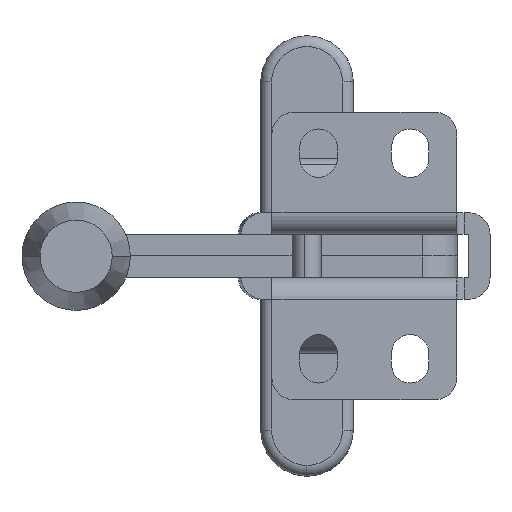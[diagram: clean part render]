
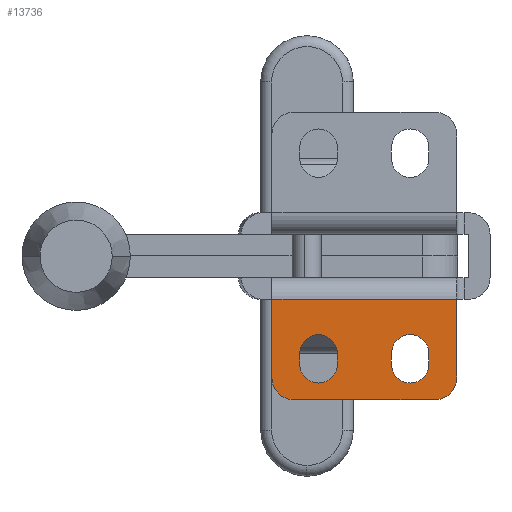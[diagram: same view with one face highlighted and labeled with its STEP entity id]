
A CAD part, front view. The second image highlights one B-rep face of the part: STEP entity #13736.
In plain terms, the highlighted planar face has unit normal (0, -1, 0).
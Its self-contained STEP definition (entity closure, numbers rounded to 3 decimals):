
#1 = VERTEX_POINT ( 'NONE', #1905 ) ;
#94 = ORIENTED_EDGE ( 'NONE', *, *, #7584, .F. ) ;
#525 = ORIENTED_EDGE ( 'NONE', *, *, #1100, .F. ) ;
#527 = CARTESIAN_POINT ( 'NONE',  ( -19.15, 0., -9. ) ) ;
#804 = VERTEX_POINT ( 'NONE', #17477 ) ;
#1100 = EDGE_CURVE ( 'NONE', #8198, #25677, #8341, .T. ) ;
#1358 = DIRECTION ( 'NONE',  ( -1., 0., 0. ) ) ;
#1486 = CARTESIAN_POINT ( 'NONE',  ( -25.6, 0., 0. ) ) ;
#1905 = CARTESIAN_POINT ( 'NONE',  ( -3.85, 0., -9. ) ) ;
#1940 = VECTOR ( 'NONE', #16664, 1000. ) ;
#2448 = VECTOR ( 'NONE', #8359, 1000. ) ;
#2473 = VERTEX_POINT ( 'NONE', #5963 ) ;
#2714 = LINE ( 'NONE', #21453, #1940 ) ;
#3027 = DIRECTION ( 'NONE',  ( -1., 0., 0. ) ) ;
#3165 = AXIS2_PLACEMENT_3D ( 'NONE', #31004, #16162, #1358 ) ;
#3362 = DIRECTION ( 'NONE',  ( 0., 0., -1. ) ) ;
#3514 = CARTESIAN_POINT ( 'NONE',  ( -19.15, 0., -9. ) ) ;
#3691 = CARTESIAN_POINT ( 'NONE',  ( -16.55, 0., -9. ) ) ;
#3928 = DIRECTION ( 'NONE',  ( 0., 0., -1. ) ) ;
#3970 = DIRECTION ( 'NONE',  ( 0., 0., -1. ) ) ;
#4020 = EDGE_CURVE ( 'NONE', #5700, #23514, #5012, .T. ) ;
#4151 = CARTESIAN_POINT ( 'NONE',  ( -9.05, 0., -9. ) ) ;
#4212 = ORIENTED_EDGE ( 'NONE', *, *, #18652, .F. ) ;
#4217 = ORIENTED_EDGE ( 'NONE', *, *, #29592, .F. ) ;
#4222 = CARTESIAN_POINT ( 'NONE',  ( 0., 0., 0. ) ) ;
#4236 = CIRCLE ( 'NONE', #11181, 2.6 ) ;
#4763 = ORIENTED_EDGE ( 'NONE', *, *, #4020, .T. ) ;
#4824 = DIRECTION ( 'NONE',  ( -1., 0., 0. ) ) ;
#5012 = LINE ( 'NONE', #12094, #30571 ) ;
#5090 = AXIS2_PLACEMENT_3D ( 'NONE', #3514, #20816, #6011 ) ;
#5550 = VERTEX_POINT ( 'NONE', #3691 ) ;
#5644 = DIRECTION ( 'NONE',  ( 0., -1., 0. ) ) ;
#5700 = VERTEX_POINT ( 'NONE', #4222 ) ;
#5963 = CARTESIAN_POINT ( 'NONE',  ( -21.75, 0., -7.5 ) ) ;
#5991 = EDGE_LOOP ( 'NONE', ( #8617, #4217, #29094, #26040, #26108 ) ) ;
#6011 = DIRECTION ( 'NONE',  ( -1., 0., 0. ) ) ;
#6036 = LINE ( 'NONE', #23957, #19171 ) ;
#6687 = CARTESIAN_POINT ( 'NONE',  ( -6.45, 0., -9. ) ) ;
#6855 = EDGE_CURVE ( 'NONE', #13690, #32087, #27391, .T. ) ;
#7007 = DIRECTION ( 'NONE',  ( 0., -1., 0. ) ) ;
#7052 = ORIENTED_EDGE ( 'NONE', *, *, #11601, .T. ) ;
#7584 = EDGE_CURVE ( 'NONE', #25677, #21079, #18093, .T. ) ;
#8072 = EDGE_CURVE ( 'NONE', #21079, #28383, #11126, .T. ) ;
#8145 = CARTESIAN_POINT ( 'NONE',  ( 0., 0., 12. ) ) ;
#8198 = VERTEX_POINT ( 'NONE', #11373 ) ;
#8247 = CARTESIAN_POINT ( 'NONE',  ( 0., 0., -13.9 ) ) ;
#8270 = VERTEX_POINT ( 'NONE', #28798 ) ;
#8341 = CIRCLE ( 'NONE', #3165, 2.6 ) ;
#8359 = DIRECTION ( 'NONE',  ( 1., 0., 0. ) ) ;
#8407 = ORIENTED_EDGE ( 'NONE', *, *, #8072, .F. ) ;
#8617 = ORIENTED_EDGE ( 'NONE', *, *, #9199, .F. ) ;
#8684 = VERTEX_POINT ( 'NONE', #30719 ) ;
#8783 = AXIS2_PLACEMENT_3D ( 'NONE', #8145, #27928, #13101 ) ;
#8785 = AXIS2_PLACEMENT_3D ( 'NONE', #14350, #31654, #16817 ) ;
#8905 = LINE ( 'NONE', #30510, #21249 ) ;
#9147 = DIRECTION ( 'NONE',  ( 0., 0., 1. ) ) ;
#9199 = EDGE_CURVE ( 'NONE', #5550, #804, #31967, .T. ) ;
#9208 = DIRECTION ( 'NONE',  ( -1., 0., 0. ) ) ;
#10199 = EDGE_LOOP ( 'NONE', ( #4212, #13351, #8407, #94, #525 ) ) ;
#10697 = CARTESIAN_POINT ( 'NONE',  ( -16.55, 0., 0. ) ) ;
#11126 = CIRCLE ( 'NONE', #27970, 2.6 ) ;
#11181 = AXIS2_PLACEMENT_3D ( 'NONE', #21826, #7007, #24332 ) ;
#11279 = FACE_BOUND ( 'NONE', #5991, .T. ) ;
#11373 = CARTESIAN_POINT ( 'NONE',  ( -3.85, 0., -7.5 ) ) ;
#11601 = EDGE_CURVE ( 'NONE', #8684, #32087, #22201, .T. ) ;
#12055 = CARTESIAN_POINT ( 'NONE',  ( -9.05, 0., -7.5 ) ) ;
#12094 = CARTESIAN_POINT ( 'NONE',  ( 0., 0., 0. ) ) ;
#12255 = DIRECTION ( 'NONE',  ( 0., 1., 0. ) ) ;
#13101 = DIRECTION ( 'NONE',  ( -1., 0., 0. ) ) ;
#13304 = ORIENTED_EDGE ( 'NONE', *, *, #29749, .F. ) ;
#13351 = ORIENTED_EDGE ( 'NONE', *, *, #13952, .F. ) ;
#13690 = VERTEX_POINT ( 'NONE', #17731 ) ;
#13736 = ADVANCED_FACE ( 'NONE', ( #24449, #11279, #30234 ), #27824, .F. ) ;
#13805 = ORIENTED_EDGE ( 'NONE', *, *, #24385, .F. ) ;
#13952 = EDGE_CURVE ( 'NONE', #28383, #1, #13976, .T. ) ;
#13976 = CIRCLE ( 'NONE', #15390, 2.6 ) ;
#14086 = LINE ( 'NONE', #18938, #21429 ) ;
#14350 = CARTESIAN_POINT ( 'NONE',  ( -22.6, 0., -10.9 ) ) ;
#14616 = CIRCLE ( 'NONE', #17652, 2.6 ) ;
#15142 = VERTEX_POINT ( 'NONE', #28967 ) ;
#15390 = AXIS2_PLACEMENT_3D ( 'NONE', #6687, #24008, #9208 ) ;
#16162 = DIRECTION ( 'NONE',  ( 0., -1., 0. ) ) ;
#16502 = AXIS2_PLACEMENT_3D ( 'NONE', #27085, #12255, #29560 ) ;
#16664 = DIRECTION ( 'NONE',  ( 0., 0., -1. ) ) ;
#16817 = DIRECTION ( 'NONE',  ( -1., 0., 0. ) ) ;
#17477 = CARTESIAN_POINT ( 'NONE',  ( -16.55, 0., -7.5 ) ) ;
#17652 = AXIS2_PLACEMENT_3D ( 'NONE', #527, #17831, #3027 ) ;
#17731 = CARTESIAN_POINT ( 'NONE',  ( 0., 0., -10.9 ) ) ;
#17831 = DIRECTION ( 'NONE',  ( 0., -1., 0. ) ) ;
#18093 = LINE ( 'NONE', #18769, #25498 ) ;
#18652 = EDGE_CURVE ( 'NONE', #1, #8198, #6036, .T. ) ;
#18769 = CARTESIAN_POINT ( 'NONE',  ( -9.05, 0., 0. ) ) ;
#18871 = ORIENTED_EDGE ( 'NONE', *, *, #6855, .F. ) ;
#18938 = CARTESIAN_POINT ( 'NONE',  ( -25.6, 0., 12. ) ) ;
#19171 = VECTOR ( 'NONE', #9147, 1000. ) ;
#20453 = CARTESIAN_POINT ( 'NONE',  ( -6.45, 0., -9. ) ) ;
#20816 = DIRECTION ( 'NONE',  ( 0., -1., 0. ) ) ;
#21073 = EDGE_CURVE ( 'NONE', #23514, #30698, #14086, .T. ) ;
#21079 = VERTEX_POINT ( 'NONE', #4151 ) ;
#21249 = VECTOR ( 'NONE', #3362, 1000. ) ;
#21429 = VECTOR ( 'NONE', #3928, 1000. ) ;
#21453 = CARTESIAN_POINT ( 'NONE',  ( 0., 0., 12. ) ) ;
#21826 = CARTESIAN_POINT ( 'NONE',  ( -19.15, 0., -7.5 ) ) ;
#22153 = EDGE_CURVE ( 'NONE', #8270, #15142, #22554, .T. ) ;
#22201 = LINE ( 'NONE', #8247, #2448 ) ;
#22554 = CIRCLE ( 'NONE', #5090, 2.6 ) ;
#22962 = DIRECTION ( 'NONE',  ( -1., 0., 0. ) ) ;
#23514 = VERTEX_POINT ( 'NONE', #1486 ) ;
#23957 = CARTESIAN_POINT ( 'NONE',  ( -3.85, 0., 0. ) ) ;
#24008 = DIRECTION ( 'NONE',  ( 0., -1., 0. ) ) ;
#24332 = DIRECTION ( 'NONE',  ( -1., 0., 0. ) ) ;
#24385 = EDGE_CURVE ( 'NONE', #5700, #13690, #2714, .T. ) ;
#24449 = FACE_OUTER_BOUND ( 'NONE', #26189, .T. ) ;
#24639 = VECTOR ( 'NONE', #27999, 1000. ) ;
#25127 = EDGE_CURVE ( 'NONE', #804, #2473, #4236, .T. ) ;
#25498 = VECTOR ( 'NONE', #3970, 1000. ) ;
#25677 = VERTEX_POINT ( 'NONE', #12055 ) ;
#25724 = CARTESIAN_POINT ( 'NONE',  ( -3., 0., -13.9 ) ) ;
#26040 = ORIENTED_EDGE ( 'NONE', *, *, #28205, .F. ) ;
#26108 = ORIENTED_EDGE ( 'NONE', *, *, #25127, .F. ) ;
#26189 = EDGE_LOOP ( 'NONE', ( #13805, #4763, #27591, #13304, #7052, #18871 ) ) ;
#27085 = CARTESIAN_POINT ( 'NONE',  ( -3., 0., -10.9 ) ) ;
#27391 = CIRCLE ( 'NONE', #16502, 3. ) ;
#27591 = ORIENTED_EDGE ( 'NONE', *, *, #21073, .T. ) ;
#27824 = PLANE ( 'NONE',  #8783 ) ;
#27928 = DIRECTION ( 'NONE',  ( 0., 1., 0. ) ) ;
#27970 = AXIS2_PLACEMENT_3D ( 'NONE', #20453, #5644, #22962 ) ;
#27999 = DIRECTION ( 'NONE',  ( 0., 0., 1. ) ) ;
#28205 = EDGE_CURVE ( 'NONE', #2473, #8270, #8905, .T. ) ;
#28383 = VERTEX_POINT ( 'NONE', #31248 ) ;
#28798 = CARTESIAN_POINT ( 'NONE',  ( -21.75, 0., -9. ) ) ;
#28967 = CARTESIAN_POINT ( 'NONE',  ( -19.15, 0., -11.6 ) ) ;
#29094 = ORIENTED_EDGE ( 'NONE', *, *, #22153, .F. ) ;
#29144 = CARTESIAN_POINT ( 'NONE',  ( -25.6, 0., -10.9 ) ) ;
#29560 = DIRECTION ( 'NONE',  ( -1., 0., 0. ) ) ;
#29592 = EDGE_CURVE ( 'NONE', #15142, #5550, #14616, .T. ) ;
#29749 = EDGE_CURVE ( 'NONE', #8684, #30698, #31259, .T. ) ;
#30234 = FACE_BOUND ( 'NONE', #10199, .T. ) ;
#30510 = CARTESIAN_POINT ( 'NONE',  ( -21.75, 0., 0. ) ) ;
#30571 = VECTOR ( 'NONE', #4824, 1000. ) ;
#30698 = VERTEX_POINT ( 'NONE', #29144 ) ;
#30719 = CARTESIAN_POINT ( 'NONE',  ( -22.6, 0., -13.9 ) ) ;
#31004 = CARTESIAN_POINT ( 'NONE',  ( -6.45, 0., -7.5 ) ) ;
#31248 = CARTESIAN_POINT ( 'NONE',  ( -6.45, 0., -11.6 ) ) ;
#31259 = CIRCLE ( 'NONE', #8785, 3. ) ;
#31654 = DIRECTION ( 'NONE',  ( 0., 1., 0. ) ) ;
#31967 = LINE ( 'NONE', #10697, #24639 ) ;
#32087 = VERTEX_POINT ( 'NONE', #25724 ) ;
